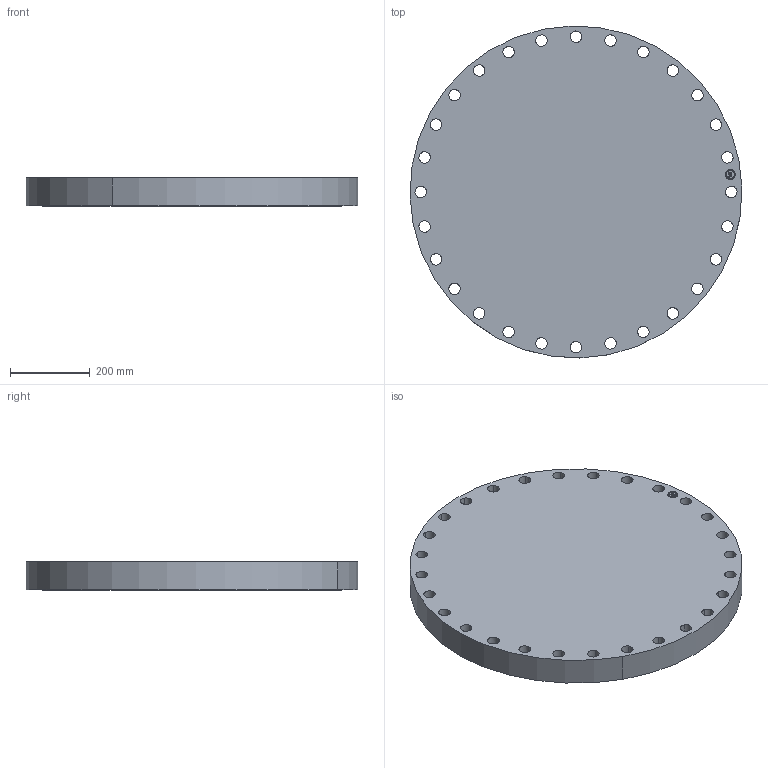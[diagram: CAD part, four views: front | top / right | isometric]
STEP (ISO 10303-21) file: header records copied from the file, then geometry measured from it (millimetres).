
FILE_DESCRIPTION(('3D STEP'),'2;1');
FILE_NAME('26-350-RF-BLIND-BCIS-FLANGE.stp','2013-09-15T14:33:15+00:00',('Texas Flange'),(''),'CATIA Version 5 Release 20 SP 6 (IN-10)','CATIA V5 STEP AP214','800-826-3801');
FILE_SCHEMA(('AUTOMOTIVE_DESIGN { 1 0 10303 214 1 1 1 1 }'));
Length unit declared in the file: inch
Products named in the file (1): 26-350-RF-BLIND-BCIS-FLANGE
Bounding box: 831.62 x 831.62 x 71.44 mm (x, y, z)
Volume: 37396276.2 mm3; surface area: 1413472.5 mm2
Topology: 1 solids, 1 shells, 448 faces, 1340 edges, 884 vertices
Faces by surface type: plane 368, cylinder 80
Entity records: 17169 total; most frequent: ORIENTED_EDGE 2680, CARTESIAN_POINT 2609, DIRECTION 2108, EDGE_CURVE 1340, VECTOR 1124, LINE 1124, VERTEX_POINT 884, AXIS2_PLACEMENT_3D 601
